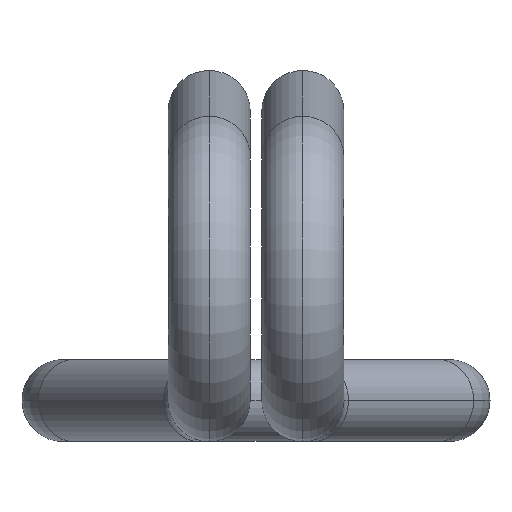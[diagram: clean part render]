
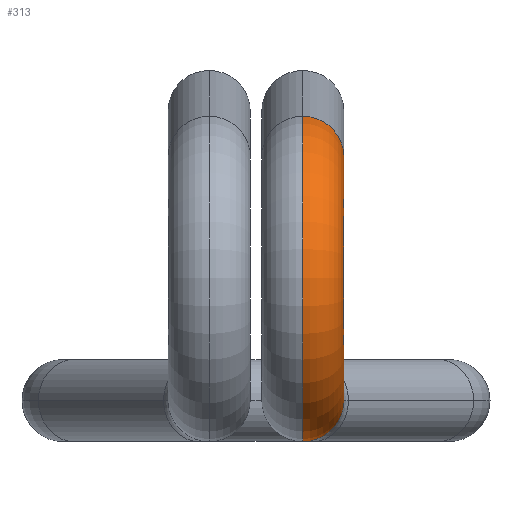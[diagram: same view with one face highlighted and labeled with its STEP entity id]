
A CAD part, front view. The second image highlights one B-rep face of the part: STEP entity #313.
In plain terms, the highlighted toroidal (fillet/blend) face has major radius 10.5 mm and minor radius 3.5 mm.
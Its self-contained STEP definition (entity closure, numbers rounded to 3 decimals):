
#6 = AXIS2_PLACEMENT_3D ( 'NONE', #787, #788, #789 ) ;
#10 = AXIS2_PLACEMENT_3D ( 'NONE', #817, #818, #819 ) ;
#12 = AXIS2_PLACEMENT_3D ( 'NONE', #790, #791, #792 ) ;
#13 = AXIS2_PLACEMENT_3D ( 'NONE', #814, #815, #816 ) ;
#34 = CARTESIAN_POINT ( 'NONE',  ( 4., -53.5, 3.5 ) ) ;
#47 = CARTESIAN_POINT ( 'NONE',  ( 7.5, -53.5, 0. ) ) ;
#88 = AXIS2_PLACEMENT_3D ( 'NONE', #393, #562, #642 ) ;
#92 = FACE_OUTER_BOUND ( 'NONE', #224, .T. ) ;
#104 = VERTEX_POINT ( 'NONE', #47 ) ;
#117 = VERTEX_POINT ( 'NONE', #34 ) ;
#121 = VERTEX_POINT ( 'NONE', #727 ) ;
#224 = EDGE_LOOP ( 'NONE', ( #607, #605, #606, #604, #597 ) ) ;
#252 = CIRCLE ( 'NONE', #10, 3.5 ) ;
#253 = CIRCLE ( 'NONE', #13, 3.5 ) ;
#255 = CIRCLE ( 'NONE', #611, 7. ) ;
#261 = CIRCLE ( 'NONE', #12, 3.5 ) ;
#262 = CIRCLE ( 'NONE', #6, 14. ) ;
#284 = TOROIDAL_SURFACE ( 'NONE', #88, 10.5, 3.5 ) ;
#313 = ADVANCED_FACE ( 'NONE', ( #92 ), #284, .T. ) ;
#350 = EDGE_CURVE ( 'NONE', #422, #121, #262, .T. ) ;
#351 = EDGE_CURVE ( 'NONE', #422, #423, #261, .T. ) ;
#358 = EDGE_CURVE ( 'NONE', #423, #117, #255, .T. ) ;
#360 = EDGE_CURVE ( 'NONE', #121, #104, #253, .T. ) ;
#362 = EDGE_CURVE ( 'NONE', #104, #117, #252, .T. ) ;
#393 = CARTESIAN_POINT ( 'NONE',  ( 4., -53.5, 10.5 ) ) ;
#422 = VERTEX_POINT ( 'NONE', #446 ) ;
#423 = VERTEX_POINT ( 'NONE', #447 ) ;
#446 = CARTESIAN_POINT ( 'NONE',  ( 4., -55.931, 24.287 ) ) ;
#447 = CARTESIAN_POINT ( 'NONE',  ( 4., -54.716, 17.394 ) ) ;
#562 = DIRECTION ( 'NONE',  ( 1., 0., 0. ) ) ;
#597 = ORIENTED_EDGE ( 'NONE', *, *, #358, .F. ) ;
#604 = ORIENTED_EDGE ( 'NONE', *, *, #362, .T. ) ;
#605 = ORIENTED_EDGE ( 'NONE', *, *, #350, .T. ) ;
#606 = ORIENTED_EDGE ( 'NONE', *, *, #360, .T. ) ;
#607 = ORIENTED_EDGE ( 'NONE', *, *, #351, .F. ) ;
#611 = AXIS2_PLACEMENT_3D ( 'NONE', #808, #809, #810 ) ;
#642 = DIRECTION ( 'NONE',  ( 0., 0., -1. ) ) ;
#727 = CARTESIAN_POINT ( 'NONE',  ( 4., -53.5, -3.5 ) ) ;
#787 = CARTESIAN_POINT ( 'NONE',  ( 4., -53.5, 10.5 ) ) ;
#788 = DIRECTION ( 'NONE',  ( 1., 0., 0. ) ) ;
#789 = DIRECTION ( 'NONE',  ( 0., 0., -1. ) ) ;
#790 = CARTESIAN_POINT ( 'NONE',  ( 4., -55.323, 20.84 ) ) ;
#791 = DIRECTION ( 'NONE',  ( 0., 0.985, 0.174 ) ) ;
#792 = DIRECTION ( 'NONE',  ( 1., 0., 0. ) ) ;
#808 = CARTESIAN_POINT ( 'NONE',  ( 4., -53.5, 10.5 ) ) ;
#809 = DIRECTION ( 'NONE',  ( 1., 0., 0. ) ) ;
#810 = DIRECTION ( 'NONE',  ( 0., 0., -1. ) ) ;
#814 = CARTESIAN_POINT ( 'NONE',  ( 4., -53.5, 0. ) ) ;
#815 = DIRECTION ( 'NONE',  ( 0., -1., 0. ) ) ;
#816 = DIRECTION ( 'NONE',  ( 0., 0., -1. ) ) ;
#817 = CARTESIAN_POINT ( 'NONE',  ( 4., -53.5, 0. ) ) ;
#818 = DIRECTION ( 'NONE',  ( 0., -1., 0. ) ) ;
#819 = DIRECTION ( 'NONE',  ( 0., 0., -1. ) ) ;
